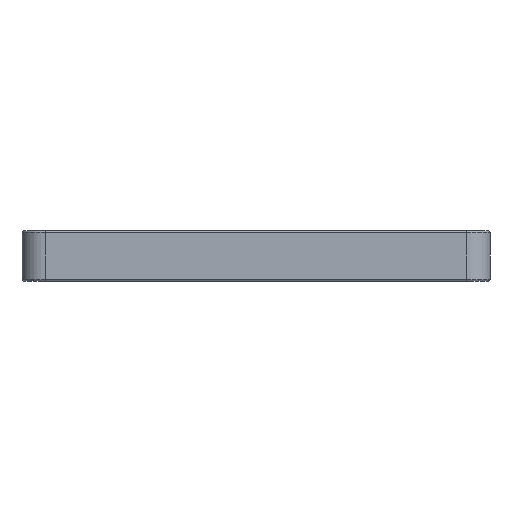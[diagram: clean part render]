
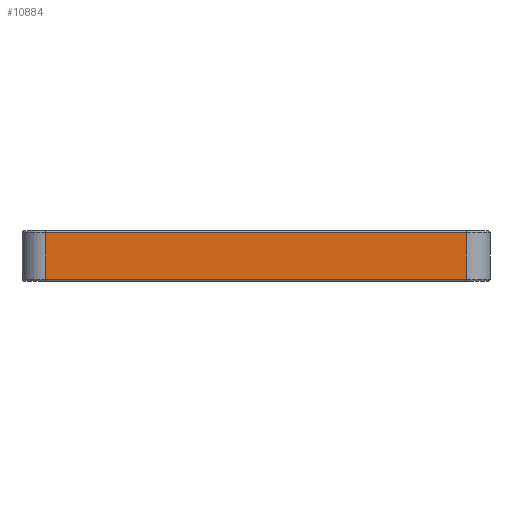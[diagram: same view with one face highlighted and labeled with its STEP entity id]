
A CAD part, front view. The second image highlights one B-rep face of the part: STEP entity #10884.
In plain terms, the highlighted planar face has unit normal (0, -1, 0).
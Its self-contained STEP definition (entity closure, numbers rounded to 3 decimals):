
#2187=FACE_OUTER_BOUND('',#2934,.T.);
#2934=EDGE_LOOP('',(#9977,#9978,#9979,#9980));
#3430=LINE('',#18429,#4158);
#3433=LINE('',#18441,#4161);
#3439=LINE('',#18471,#4167);
#3440=LINE('',#18477,#4168);
#4158=VECTOR('',#14690,10.);
#4161=VECTOR('',#14705,10.);
#4167=VECTOR('',#14751,10.);
#4168=VECTOR('',#14762,10.);
#5036=VERTEX_POINT('',#18419);
#5038=VERTEX_POINT('',#18427);
#5041=VERTEX_POINT('',#18439);
#5045=VERTEX_POINT('',#18469);
#6282=EDGE_CURVE('',#5038,#5036,#3430,.T.);
#6288=EDGE_CURVE('',#5041,#5038,#3433,.T.);
#6304=EDGE_CURVE('',#5045,#5041,#3439,.T.);
#6307=EDGE_CURVE('',#5036,#5045,#3440,.T.);
#9977=ORIENTED_EDGE('',*,*,#6282,.F.);
#9978=ORIENTED_EDGE('',*,*,#6288,.F.);
#9979=ORIENTED_EDGE('',*,*,#6304,.F.);
#9980=ORIENTED_EDGE('',*,*,#6307,.F.);
#10165=PLANE('',#12454);
#10884=ADVANCED_FACE('',(#2187),#10165,.T.);
#12454=AXIS2_PLACEMENT_3D('',#19703,#16279,#16280);
#14690=DIRECTION('',(-1.,0.,0.));
#14705=DIRECTION('',(0.,0.,-1.));
#14751=DIRECTION('',(1.,0.,0.));
#14762=DIRECTION('',(0.,0.,1.));
#16279=DIRECTION('center_axis',(0.,-1.,0.));
#16280=DIRECTION('ref_axis',(1.,0.,0.));
#18419=CARTESIAN_POINT('',(-45.5,-47.5,0.5));
#18427=CARTESIAN_POINT('',(45.5,-47.5,0.5));
#18429=CARTESIAN_POINT('',(-25.25,-47.5,0.5));
#18439=CARTESIAN_POINT('',(45.5,-47.5,10.5));
#18441=CARTESIAN_POINT('',(45.5,-47.5,0.));
#18469=CARTESIAN_POINT('',(-45.5,-47.5,10.5));
#18471=CARTESIAN_POINT('',(-25.25,-47.5,10.5));
#18477=CARTESIAN_POINT('',(-45.5,-47.5,0.));
#19703=CARTESIAN_POINT('Origin',(-50.5,-47.5,0.));
